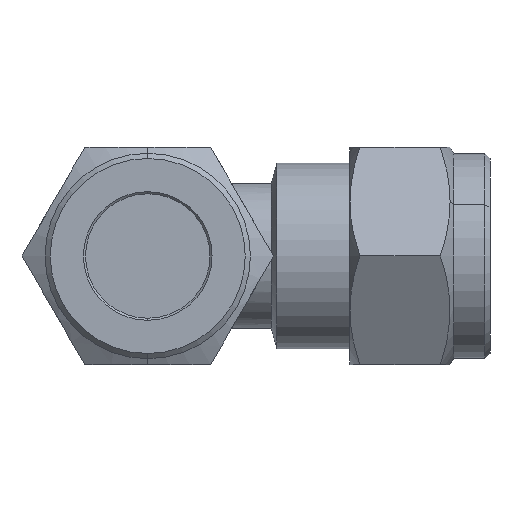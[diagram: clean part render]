
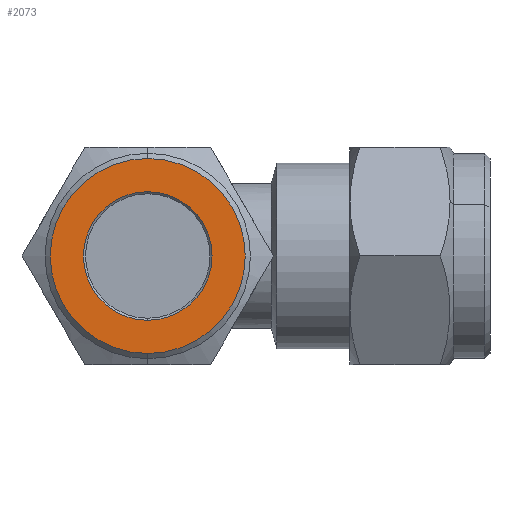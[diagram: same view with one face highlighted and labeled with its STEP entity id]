
A CAD part, left-side view. The second image highlights one B-rep face of the part: STEP entity #2073.
In plain terms, the highlighted planar face has unit normal (-1, 0, 0).
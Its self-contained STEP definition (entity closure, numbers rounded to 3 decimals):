
#127 = VERTEX_POINT ( 'NONE', #2155 ) ;
#130 = VERTEX_POINT ( 'NONE', #2158 ) ;
#139 = VERTEX_POINT ( 'NONE', #2167 ) ;
#143 = VERTEX_POINT ( 'NONE', #2171 ) ;
#372 = CARTESIAN_POINT ( 'NONE',  ( -34., 27., 0. ) ) ;
#373 = DIRECTION ( 'NONE',  ( -1., 0., 0. ) ) ;
#374 = DIRECTION ( 'NONE',  ( 0., 0., 1. ) ) ;
#377 = CARTESIAN_POINT ( 'NONE',  ( -34., 27., 0. ) ) ;
#378 = DIRECTION ( 'NONE',  ( 1., 0., 0. ) ) ;
#379 = DIRECTION ( 'NONE',  ( 0., 0., -1. ) ) ;
#569 = CARTESIAN_POINT ( 'NONE',  ( -34., 27., 0. ) ) ;
#570 = DIRECTION ( 'NONE',  ( 1., 0., 0. ) ) ;
#571 = DIRECTION ( 'NONE',  ( 0., 0., -1. ) ) ;
#600 = CARTESIAN_POINT ( 'NONE',  ( -34., 27., 0. ) ) ;
#601 = DIRECTION ( 'NONE',  ( -1., 0., 0. ) ) ;
#602 = DIRECTION ( 'NONE',  ( 0., 0., 1. ) ) ;
#1086 = ORIENTED_EDGE ( 'NONE', *, *, #2439, .T. ) ;
#1087 = ORIENTED_EDGE ( 'NONE', *, *, #2493, .T. ) ;
#1088 = ORIENTED_EDGE ( 'NONE', *, *, #2481, .T. ) ;
#1089 = ORIENTED_EDGE ( 'NONE', *, *, #2440, .T. ) ;
#1180 = EDGE_LOOP ( 'NONE', ( #1088, #1089 ) ) ;
#1185 = EDGE_LOOP ( 'NONE', ( #1086, #1087 ) ) ;
#1587 = DIRECTION ( 'NONE',  ( -1., 0., 0. ) ) ;
#1588 = CARTESIAN_POINT ( 'NONE',  ( -34., 36.9, 0. ) ) ;
#1590 = PLANE ( 'NONE',  #1679 ) ;
#1592 = DIRECTION ( 'NONE',  ( 0., 0., 1. ) ) ;
#1679 = AXIS2_PLACEMENT_3D ( 'NONE', #1588, #1587, #1592 ) ;
#1795 = AXIS2_PLACEMENT_3D ( 'NONE', #372, #373, #374 ) ;
#1796 = AXIS2_PLACEMENT_3D ( 'NONE', #377, #378, #379 ) ;
#1810 = AXIS2_PLACEMENT_3D ( 'NONE', #569, #570, #571 ) ;
#1816 = AXIS2_PLACEMENT_3D ( 'NONE', #600, #601, #602 ) ;
#1853 = CIRCLE ( 'NONE', #1810, 6.2 ) ;
#1871 = CIRCLE ( 'NONE', #1816, 9.4 ) ;
#2073 = ADVANCED_FACE ( 'NONE', ( #3146, #3148 ), #1590, .T. ) ;
#2155 = CARTESIAN_POINT ( 'NONE',  ( -34., 27., 6.2 ) ) ;
#2158 = CARTESIAN_POINT ( 'NONE',  ( -34., 27., -6.2 ) ) ;
#2167 = CARTESIAN_POINT ( 'NONE',  ( -34., 27., -9.4 ) ) ;
#2171 = CARTESIAN_POINT ( 'NONE',  ( -34., 27., 9.4 ) ) ;
#2439 = EDGE_CURVE ( 'NONE', #139, #143, #2785, .T. ) ;
#2440 = EDGE_CURVE ( 'NONE', #130, #127, #2806, .T. ) ;
#2481 = EDGE_CURVE ( 'NONE', #127, #130, #1853, .T. ) ;
#2493 = EDGE_CURVE ( 'NONE', #143, #139, #1871, .T. ) ;
#2785 = CIRCLE ( 'NONE', #1795, 9.4 ) ;
#2806 = CIRCLE ( 'NONE', #1796, 6.2 ) ;
#3146 = FACE_OUTER_BOUND ( 'NONE', #1185, .T. ) ;
#3148 = FACE_BOUND ( 'NONE', #1180, .T. ) ;
